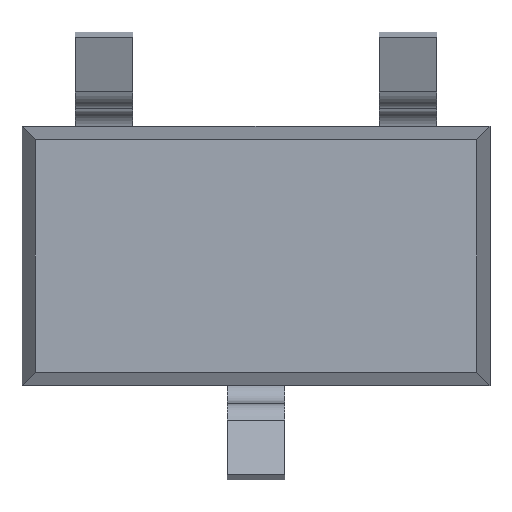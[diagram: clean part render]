
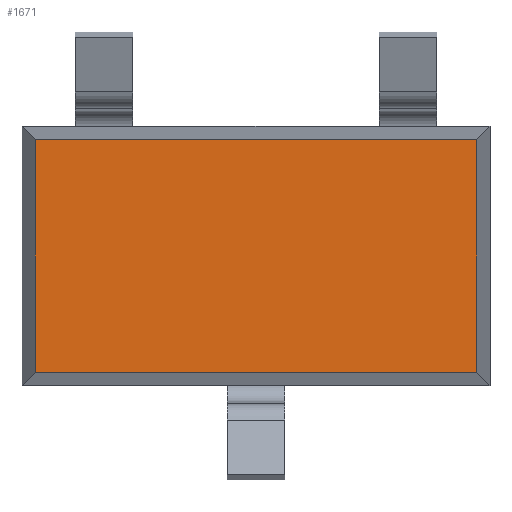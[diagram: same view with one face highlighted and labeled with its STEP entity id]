
A CAD part, front view. The second image highlights one B-rep face of the part: STEP entity #1671.
In plain terms, the highlighted planar face has unit normal (0, -1, 0).
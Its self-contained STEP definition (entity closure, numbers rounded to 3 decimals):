
#119 = ORIENTED_EDGE ( 'NONE', *, *, #1914, .F. ) ;
#175 = AXIS2_PLACEMENT_3D ( 'NONE', #1604, #1139, #540 ) ;
#183 = ORIENTED_EDGE ( 'NONE', *, *, #1374, .F. ) ;
#240 = ORIENTED_EDGE ( 'NONE', *, *, #793, .T. ) ;
#257 = ORIENTED_EDGE ( 'NONE', *, *, #983, .T. ) ;
#441 = VERTEX_POINT ( 'NONE', #1965 ) ;
#478 = VECTOR ( 'NONE', #1595, 1000. ) ;
#529 = CARTESIAN_POINT ( 'NONE',  ( -1.463, -0.6, -0.726 ) ) ;
#540 = DIRECTION ( 'NONE',  ( 0., 0., -1. ) ) ;
#657 = CARTESIAN_POINT ( 'NONE',  ( 0., -0.6, 0.726 ) ) ;
#711 = VERTEX_POINT ( 'NONE', #1564 ) ;
#793 = EDGE_CURVE ( 'NONE', #711, #1536, #919, .T. ) ;
#919 = LINE ( 'NONE', #657, #1005 ) ;
#983 = EDGE_CURVE ( 'NONE', #1728, #711, #1947, .T. ) ;
#1005 = VECTOR ( 'NONE', #1723, 1000. ) ;
#1086 = DIRECTION ( 'NONE',  ( 0., 0., 1. ) ) ;
#1139 = DIRECTION ( 'NONE',  ( 0., -1., 0. ) ) ;
#1175 = CARTESIAN_POINT ( 'NONE',  ( 1.379, -0.6, -0.726 ) ) ;
#1284 = CARTESIAN_POINT ( 'NONE',  ( -1.379, -0.6, 0.726 ) ) ;
#1374 = EDGE_CURVE ( 'NONE', #1728, #441, #1479, .T. ) ;
#1383 = FACE_OUTER_BOUND ( 'NONE', #1411, .T. ) ;
#1411 = EDGE_LOOP ( 'NONE', ( #119, #183, #257, #240 ) ) ;
#1468 = PLANE ( 'NONE',  #175 ) ;
#1479 = LINE ( 'NONE', #529, #478 ) ;
#1497 = DIRECTION ( 'NONE',  ( 0., 0., 1. ) ) ;
#1505 = LINE ( 'NONE', #1534, #1828 ) ;
#1534 = CARTESIAN_POINT ( 'NONE',  ( -1.379, -0.6, 0.81 ) ) ;
#1536 = VERTEX_POINT ( 'NONE', #1284 ) ;
#1564 = CARTESIAN_POINT ( 'NONE',  ( 1.379, -0.6, 0.726 ) ) ;
#1595 = DIRECTION ( 'NONE',  ( -1., 0., 0. ) ) ;
#1604 = CARTESIAN_POINT ( 'NONE',  ( 0., -0.6, 0. ) ) ;
#1671 = ADVANCED_FACE ( 'NONE', ( #1383 ), #1468, .T. ) ;
#1701 = VECTOR ( 'NONE', #1497, 1000. ) ;
#1723 = DIRECTION ( 'NONE',  ( -1., 0., 0. ) ) ;
#1728 = VERTEX_POINT ( 'NONE', #1175 ) ;
#1828 = VECTOR ( 'NONE', #1086, 1000. ) ;
#1914 = EDGE_CURVE ( 'NONE', #441, #1536, #1505, .T. ) ;
#1947 = LINE ( 'NONE', #1970, #1701 ) ;
#1965 = CARTESIAN_POINT ( 'NONE',  ( -1.379, -0.6, -0.726 ) ) ;
#1970 = CARTESIAN_POINT ( 'NONE',  ( 1.379, -0.6, 0. ) ) ;
